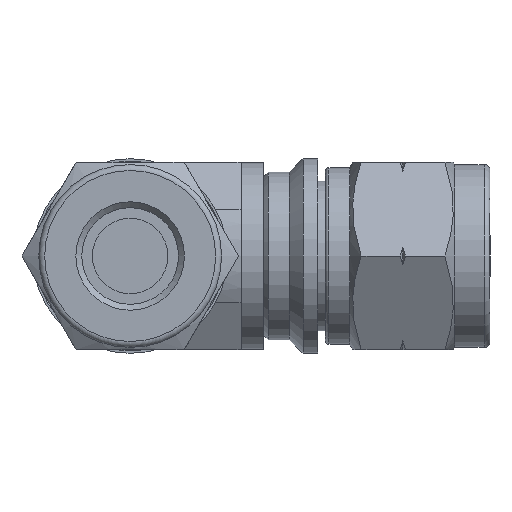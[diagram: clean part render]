
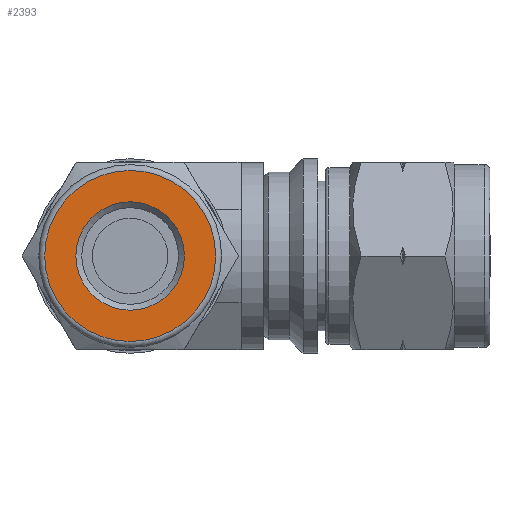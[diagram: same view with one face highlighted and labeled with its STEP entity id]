
A CAD part, left-side view. The second image highlights one B-rep face of the part: STEP entity #2393.
In plain terms, the highlighted planar face has unit normal (-1, 0, 0).
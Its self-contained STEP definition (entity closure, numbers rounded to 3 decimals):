
#68=FACE_BOUND('',#525,.T.);
#161=CIRCLE('',#2650,4.6);
#162=CIRCLE('',#2652,7.25);
#359=FACE_OUTER_BOUND('',#524,.T.);
#524=EDGE_LOOP('',(#2039));
#525=EDGE_LOOP('',(#2040));
#1118=VERTEX_POINT('',#4157);
#1119=VERTEX_POINT('',#4161);
#1439=EDGE_CURVE('',#1118,#1118,#161,.T.);
#1440=EDGE_CURVE('',#1119,#1119,#162,.T.);
#2039=ORIENTED_EDGE('',*,*,#1440,.F.);
#2040=ORIENTED_EDGE('',*,*,#1439,.T.);
#2259=PLANE('',#2651);
#2393=ADVANCED_FACE('',(#359,#68),#2259,.T.);
#2650=AXIS2_PLACEMENT_3D('',#4159,#3189,#3190);
#2651=AXIS2_PLACEMENT_3D('',#4160,#3191,#3192);
#2652=AXIS2_PLACEMENT_3D('',#4162,#3193,#3194);
#3189=DIRECTION('center_axis',(1.,0.,0.));
#3190=DIRECTION('ref_axis',(0.,0.,-1.));
#3191=DIRECTION('center_axis',(-1.,0.,0.));
#3192=DIRECTION('ref_axis',(0.,0.,1.));
#3193=DIRECTION('center_axis',(1.,0.,0.));
#3194=DIRECTION('ref_axis',(0.,0.,-1.));
#4157=CARTESIAN_POINT('',(-30.503,-4.6,0.));
#4159=CARTESIAN_POINT('Origin',(-30.503,0.,
0.));
#4160=CARTESIAN_POINT('Origin',(-30.503,7.25,0.));
#4161=CARTESIAN_POINT('',(-30.503,0.,7.25));
#4162=CARTESIAN_POINT('Origin',(-30.503,0.,
0.));
